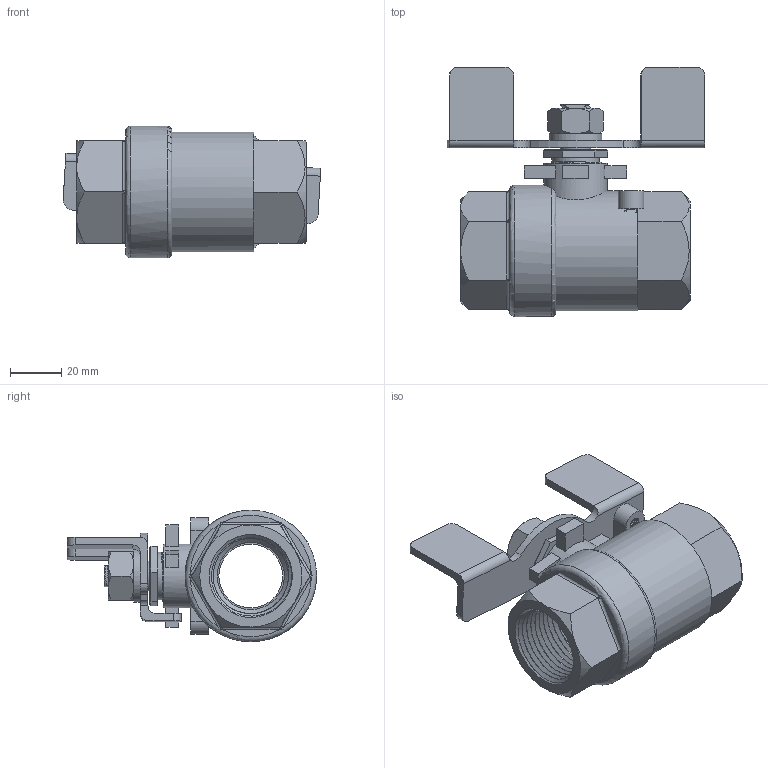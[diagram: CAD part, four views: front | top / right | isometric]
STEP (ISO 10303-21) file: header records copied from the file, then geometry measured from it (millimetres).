
FILE_DESCRIPTION(/* description */ ('Unknown'),/* implementation_level */ '2;1');
FILE_NAME(/* name */ '20201028-V-109PW-P005-TH-1000PSI-NA-DN25',/* time_stamp */ '2020-10-28T11:23:08+08:00',/* author */ ('Unknown'),/* organization */ ('Unknown'),/* preprocessor_version */ 'ST-DEVELOPER v16.7',/* originating_system */ 'DEX',/* authorisation */ $);
FILE_SCHEMA (('AUTOMOTIVE_DESIGN {1 0 10303 214 3 1 1}'));
Length unit declared in the file: millimetre
Products named in the file (1): V-109PW DN25 R1
Bounding box: 100.89 x 97.55 x 51.5 mm (x, y, z)
Volume: 117811.8 mm3; surface area: 39620.3 mm2
Topology: 1 solids, 1 shells, 290 faces, 964 edges, 658 vertices
Faces by surface type: plane 118, cylinder 74, bspline 73, cone 23, torus 2
Full cylindrical faces by diameter (mm): 12 x1, 12.8 x1, 18.5 x1, 20.7 x1, 25 x2, 29.203 x1, 47 x1, 51.5 x1
Entity records: 25276 total; most frequent: CARTESIAN_POINT 18188, ORIENTED_EDGE 1870, DIRECTION 1007, EDGE_CURVE 935, VERTEX_POINT 646, AXIS2_PLACEMENT_3D 366, EDGE_LOOP 331, FACE_BOUND 331
